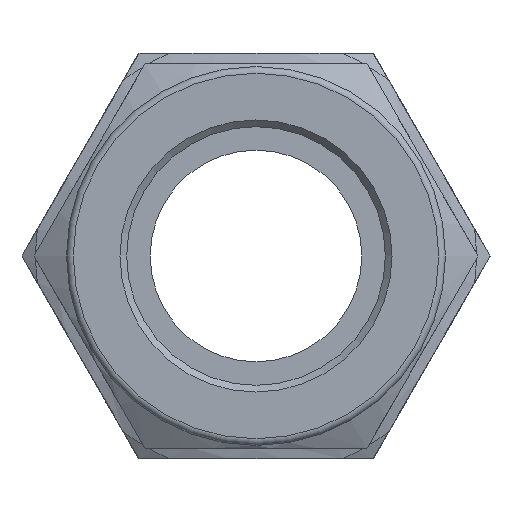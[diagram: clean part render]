
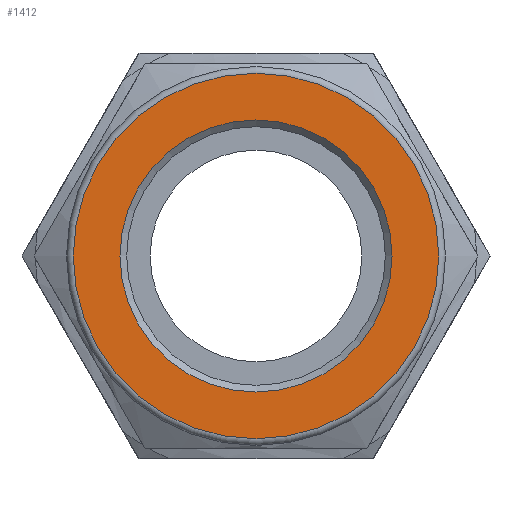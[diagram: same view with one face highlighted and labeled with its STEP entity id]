
A CAD part, left-side view. The second image highlights one B-rep face of the part: STEP entity #1412.
In plain terms, the highlighted planar face has unit normal (-1, 0, 0).
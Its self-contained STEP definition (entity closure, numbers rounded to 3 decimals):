
#82=FACE_BOUND('',#318,.T.);
#135=CIRCLE('',#1562,10.125);
#136=CIRCLE('',#1564,13.6);
#226=FACE_OUTER_BOUND('',#317,.T.);
#317=EDGE_LOOP('',(#1130));
#318=EDGE_LOOP('',(#1131));
#650=VERTEX_POINT('',#2519);
#651=VERTEX_POINT('',#2523);
#832=EDGE_CURVE('',#650,#650,#135,.T.);
#833=EDGE_CURVE('',#651,#651,#136,.T.);
#1130=ORIENTED_EDGE('',*,*,#833,.F.);
#1131=ORIENTED_EDGE('',*,*,#832,.T.);
#1354=PLANE('',#1563);
#1412=ADVANCED_FACE('',(#226,#82),#1354,.T.);
#1562=AXIS2_PLACEMENT_3D('',#2521,#1865,#1866);
#1563=AXIS2_PLACEMENT_3D('',#2522,#1867,#1868);
#1564=AXIS2_PLACEMENT_3D('',#2524,#1869,#1870);
#1865=DIRECTION('center_axis',(1.,0.,0.));
#1866=DIRECTION('ref_axis',(0.,0.,-1.));
#1867=DIRECTION('center_axis',(-1.,0.,0.));
#1868=DIRECTION('ref_axis',(0.,0.,1.));
#1869=DIRECTION('center_axis',(1.,0.,0.));
#1870=DIRECTION('ref_axis',(0.,0.,-1.));
#2519=CARTESIAN_POINT('',(0.,-10.125,0.));
#2521=CARTESIAN_POINT('Origin',(0.,0.,0.));
#2522=CARTESIAN_POINT('Origin',(0.,13.6,
0.));
#2523=CARTESIAN_POINT('',(0.,0.,13.6));
#2524=CARTESIAN_POINT('Origin',(0.,0.,0.));
